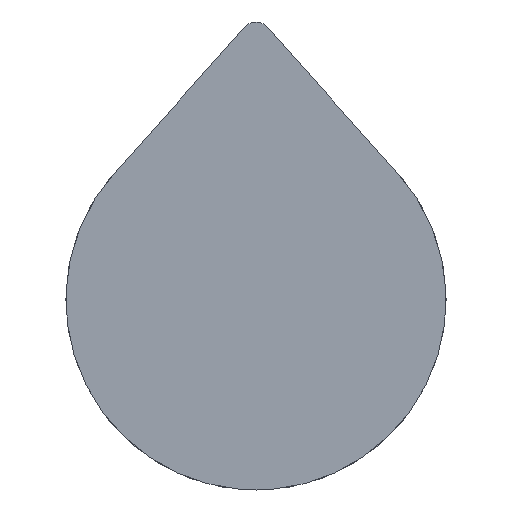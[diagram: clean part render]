
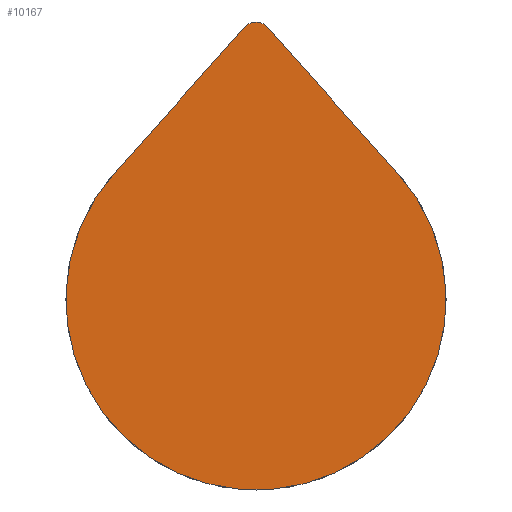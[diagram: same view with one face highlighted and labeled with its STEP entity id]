
A CAD part, front view. The second image highlights one B-rep face of the part: STEP entity #10167.
In plain terms, the highlighted planar face has unit normal (0, -1, 0).
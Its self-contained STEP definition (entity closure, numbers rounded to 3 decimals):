
#326 = DIRECTION ( 'NONE',  ( 0., 0., 1. ) ) ;
#709 = CIRCLE ( 'NONE', #1336, 6.5 ) ;
#798 = LINE ( 'NONE', #5648, #4151 ) ;
#811 = ORIENTED_EDGE ( 'NONE', *, *, #11706, .F. ) ;
#1240 = FACE_OUTER_BOUND ( 'NONE', #7546, .T. ) ;
#1336 = AXIS2_PLACEMENT_3D ( 'NONE', #8853, #7966, #326 ) ;
#1933 = VECTOR ( 'NONE', #3700, 1000. ) ;
#2867 = VERTEX_POINT ( 'NONE', #6100 ) ;
#3364 = VERTEX_POINT ( 'NONE', #10808 ) ;
#3589 = DIRECTION ( 'NONE',  ( 0., 1., 0. ) ) ;
#3700 = DIRECTION ( 'NONE',  ( 0.667, 0., -0.745 ) ) ;
#3790 = CARTESIAN_POINT ( 'NONE',  ( 4.845, -19.5, 4.333 ) ) ;
#4151 = VECTOR ( 'NONE', #13179, 1000. ) ;
#4166 = EDGE_CURVE ( 'NONE', #2867, #10558, #798, .T. ) ;
#4482 = EDGE_CURVE ( 'NONE', #10558, #3364, #10678, .T. ) ;
#4654 = DIRECTION ( 'NONE',  ( 0., 0., 1. ) ) ;
#5051 = ORIENTED_EDGE ( 'NONE', *, *, #4166, .F. ) ;
#5648 = CARTESIAN_POINT ( 'NONE',  ( -4.845, -19.5, 4.333 ) ) ;
#6100 = CARTESIAN_POINT ( 'NONE',  ( -4.845, -19.5, 4.333 ) ) ;
#6148 = AXIS2_PLACEMENT_3D ( 'NONE', #8958, #3589, #4654 ) ;
#6469 = CARTESIAN_POINT ( 'NONE',  ( 0., -19.5, 9. ) ) ;
#6572 = VERTEX_POINT ( 'NONE', #3790 ) ;
#6890 = CARTESIAN_POINT ( 'NONE',  ( 0.373, -19.5, 9.333 ) ) ;
#7347 = DIRECTION ( 'NONE',  ( 0., 0., 1. ) ) ;
#7546 = EDGE_LOOP ( 'NONE', ( #811, #8363, #10358, #5051 ) ) ;
#7966 = DIRECTION ( 'NONE',  ( 0., 1., 0. ) ) ;
#8266 = EDGE_CURVE ( 'NONE', #3364, #6572, #12983, .T. ) ;
#8363 = ORIENTED_EDGE ( 'NONE', *, *, #8266, .F. ) ;
#8478 = DIRECTION ( 'NONE',  ( 0., 1., 0. ) ) ;
#8853 = CARTESIAN_POINT ( 'NONE',  ( 0., -19.5, 0. ) ) ;
#8860 = AXIS2_PLACEMENT_3D ( 'NONE', #6469, #8478, #7347 ) ;
#8958 = CARTESIAN_POINT ( 'NONE',  ( 0., -19.5, 0. ) ) ;
#10167 = ADVANCED_FACE ( 'NONE', ( #1240 ), #11977, .F. ) ;
#10358 = ORIENTED_EDGE ( 'NONE', *, *, #4482, .F. ) ;
#10558 = VERTEX_POINT ( 'NONE', #13443 ) ;
#10678 = CIRCLE ( 'NONE', #8860, 0.5 ) ;
#10808 = CARTESIAN_POINT ( 'NONE',  ( 0.373, -19.5, 9.333 ) ) ;
#11706 = EDGE_CURVE ( 'NONE', #6572, #2867, #709, .T. ) ;
#11977 = PLANE ( 'NONE',  #6148 ) ;
#12983 = LINE ( 'NONE', #6890, #1933 ) ;
#13179 = DIRECTION ( 'NONE',  ( 0.667, 0., 0.745 ) ) ;
#13443 = CARTESIAN_POINT ( 'NONE',  ( -0.373, -19.5, 9.333 ) ) ;
